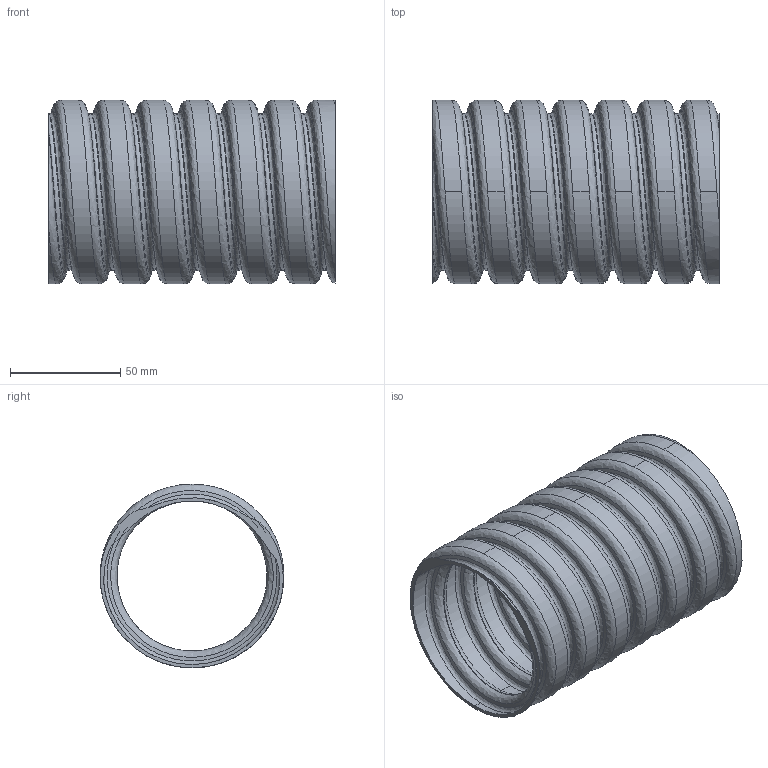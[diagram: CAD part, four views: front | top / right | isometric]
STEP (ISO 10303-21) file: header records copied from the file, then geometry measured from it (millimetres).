
FILE_DESCRIPTION (( 'STEP AP203' ), '1' );
FILE_NAME ('110611-00019 Ìóôòà ñîåäèíèòåëüíàÿ ðåçüáîâàÿ ÑÑÄ-Ïàéï 75 ìì.STEP', '2021-12-06T08:27:32', ( '' ), ( '' ), 'SwSTEP 2.0', 'SolidWorks 2018', '' );
FILE_SCHEMA (( 'CONFIG_CONTROL_DESIGN' ));
Length unit declared in the file: millimetre
Products named in the file (1): 110611-00019 Ìóôòà ñîåäèíèòåëüíàÿ ðåçüáîâàÿ ÑÑÄ-Ïàéï 75 ìì
Bounding box: 130 x 83.38 x 83.4 mm (x, y, z)
Volume: 65350.3 mm3; surface area: 88261 mm2
Topology: 1 solids, 1 shells, 72 faces, 210 edges, 140 vertices
Faces by surface type: cylinder 58, bspline 12, plane 2
Entity records: 21379 total; most frequent: CARTESIAN_POINT 19839, ORIENTED_EDGE 420, EDGE_CURVE 210, DIRECTION 196, VERTEX_POINT 140, EDGE_LOOP 74, FACE_OUTER_BOUND 72, ADVANCED_FACE 72
